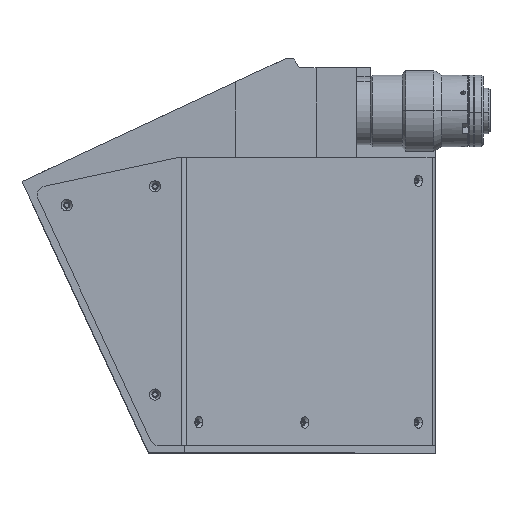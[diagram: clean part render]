
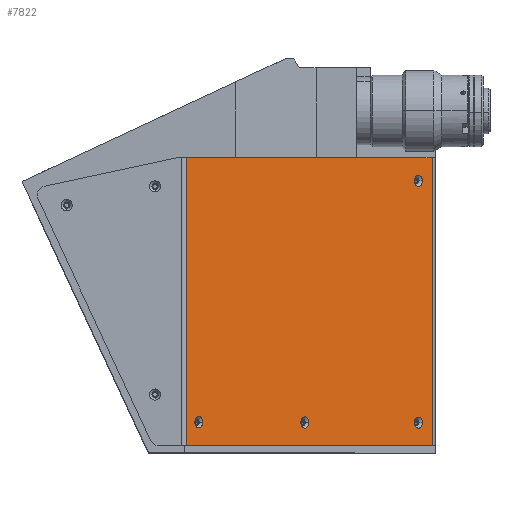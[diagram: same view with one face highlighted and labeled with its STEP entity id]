
A CAD part, top view. The second image highlights one B-rep face of the part: STEP entity #7822.
In plain terms, the highlighted planar face has unit normal (0.707, 0, 0.707).
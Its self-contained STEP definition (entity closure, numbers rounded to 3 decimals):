
#440 = CARTESIAN_POINT ( 'NONE',  ( 92.947, -78., 46.738 ) ) ;
#493 = DIRECTION ( 'NONE',  ( 0.707, 0., -0.707 ) ) ;
#583 = ORIENTED_EDGE ( 'NONE', *, *, #15747, .F. ) ;
#708 = VERTEX_POINT ( 'NONE', #6853 ) ;
#816 = CARTESIAN_POINT ( 'NONE',  ( 92.947, 57., 46.738 ) ) ;
#966 = VECTOR ( 'NONE', #7828, 1000. ) ;
#1067 = DIRECTION ( 'NONE',  ( 0.707, 0., -0.707 ) ) ;
#1068 = VERTEX_POINT ( 'NONE', #7103 ) ;
#1240 = AXIS2_PLACEMENT_3D ( 'NONE', #9750, #1613, #11141 ) ;
#1263 = CIRCLE ( 'NONE', #16772, 3.15 ) ;
#1613 = DIRECTION ( 'NONE',  ( 0.707, 0., 0.707 ) ) ;
#1754 = EDGE_CURVE ( 'NONE', #12773, #10566, #7801, .T. ) ;
#1956 = ORIENTED_EDGE ( 'NONE', *, *, #1754, .F. ) ;
#1978 = CARTESIAN_POINT ( 'NONE',  ( -38.544, -91., 178.228 ) ) ;
#2235 = DIRECTION ( 'NONE',  ( 0.707, 0., -0.707 ) ) ;
#2284 = VERTEX_POINT ( 'NONE', #440 ) ;
#2576 = AXIS2_PLACEMENT_3D ( 'NONE', #6109, #15591, #7465 ) ;
#2601 = CARTESIAN_POINT ( 'NONE',  ( -39.716, 346.506, 179.4 ) ) ;
#2751 = ORIENTED_EDGE ( 'NONE', *, *, #17136, .F. ) ;
#2838 = CIRCLE ( 'NONE', #13306, 3.15 ) ;
#2856 = VECTOR ( 'NONE', #3961, 1000. ) ;
#2954 = EDGE_CURVE ( 'NONE', #10510, #1068, #8916, .T. ) ;
#3515 = FACE_BOUND ( 'NONE', #4956, .T. ) ;
#3839 = CARTESIAN_POINT ( 'NONE',  ( -39.716, 70., 179.4 ) ) ;
#3955 = FACE_OUTER_BOUND ( 'NONE', #10640, .T. ) ;
#3961 = DIRECTION ( 'NONE',  ( 0.707, 0., -0.707 ) ) ;
#4003 = DIRECTION ( 'NONE',  ( -0.707, 0., 0.707 ) ) ;
#4063 = AXIS2_PLACEMENT_3D ( 'NONE', #15928, #7825, #17295 ) ;
#4356 = ORIENTED_EDGE ( 'NONE', *, *, #13958, .F. ) ;
#4381 = FACE_BOUND ( 'NONE', #5720, .T. ) ;
#4444 = CIRCLE ( 'NONE', #4063, 3.15 ) ;
#4956 = EDGE_LOOP ( 'NONE', ( #4356, #583 ) ) ;
#5179 = CARTESIAN_POINT ( 'NONE',  ( -34.077, -78., 173.761 ) ) ;
#5299 = PLANE ( 'NONE',  #6934 ) ;
#5448 = EDGE_CURVE ( 'NONE', #10831, #2284, #16457, .T. ) ;
#5629 = EDGE_LOOP ( 'NONE', ( #12670, #14923 ) ) ;
#5667 = CARTESIAN_POINT ( 'NONE',  ( 27.314, -78., 112.371 ) ) ;
#5720 = EDGE_LOOP ( 'NONE', ( #9791, #1956 ) ) ;
#5859 = CARTESIAN_POINT ( 'NONE',  ( 98.828, 70., 40.856 ) ) ;
#6068 = DIRECTION ( 'NONE',  ( 0.707, 0., 0.707 ) ) ;
#6109 = CARTESIAN_POINT ( 'NONE',  ( 90.719, -78., 48.965 ) ) ;
#6116 = VECTOR ( 'NONE', #2235, 1000. ) ;
#6290 = CARTESIAN_POINT ( 'NONE',  ( -39.716, -91., 179.4 ) ) ;
#6467 = LINE ( 'NONE', #3839, #2856 ) ;
#6849 = VERTEX_POINT ( 'NONE', #816 ) ;
#6853 = CARTESIAN_POINT ( 'NONE',  ( 98.828, -91., 40.856 ) ) ;
#6934 = AXIS2_PLACEMENT_3D ( 'NONE', #2601, #12095, #4003 ) ;
#7013 = DIRECTION ( 'NONE',  ( 0.707, 0., -0.707 ) ) ;
#7101 = FACE_BOUND ( 'NONE', #5629, .T. ) ;
#7103 = CARTESIAN_POINT ( 'NONE',  ( -29.622, -78., 169.306 ) ) ;
#7131 = EDGE_CURVE ( 'NONE', #2284, #10831, #13381, .T. ) ;
#7465 = DIRECTION ( 'NONE',  ( 0.707, 0., -0.707 ) ) ;
#7604 = DIRECTION ( 'NONE',  ( 0.707, 0., 0.707 ) ) ;
#7801 = CIRCLE ( 'NONE', #11766, 3.15 ) ;
#7822 = ADVANCED_FACE ( 'NONE', ( #4381, #10723, #7101, #3515, #3955 ), #5299, .F. ) ;
#7825 = DIRECTION ( 'NONE',  ( 0.707, 0., 0.707 ) ) ;
#7828 = DIRECTION ( 'NONE',  ( 0., 1., 0. ) ) ;
#8037 = CARTESIAN_POINT ( 'NONE',  ( 29.541, -78., 110.143 ) ) ;
#8177 = LINE ( 'NONE', #15930, #966 ) ;
#8597 = DIRECTION ( 'NONE',  ( 0.707, 0., 0.707 ) ) ;
#8761 = EDGE_CURVE ( 'NONE', #10566, #12773, #15329, .T. ) ;
#8782 = ORIENTED_EDGE ( 'NONE', *, *, #15673, .T. ) ;
#8916 = CIRCLE ( 'NONE', #1240, 3.15 ) ;
#9181 = DIRECTION ( 'NONE',  ( 0.707, 0., 0.707 ) ) ;
#9734 = VERTEX_POINT ( 'NONE', #17285 ) ;
#9750 = CARTESIAN_POINT ( 'NONE',  ( -31.849, -78., 171.534 ) ) ;
#9763 = CARTESIAN_POINT ( 'NONE',  ( 25.086, -78., 114.598 ) ) ;
#9791 = ORIENTED_EDGE ( 'NONE', *, *, #8761, .F. ) ;
#10015 = ORIENTED_EDGE ( 'NONE', *, *, #13628, .F. ) ;
#10114 = AXIS2_PLACEMENT_3D ( 'NONE', #15714, #7604, #17065 ) ;
#10141 = LINE ( 'NONE', #6290, #6116 ) ;
#10510 = VERTEX_POINT ( 'NONE', #5179 ) ;
#10566 = VERTEX_POINT ( 'NONE', #8037 ) ;
#10640 = EDGE_LOOP ( 'NONE', ( #8782, #11241, #10015, #14655 ) ) ;
#10723 = FACE_BOUND ( 'NONE', #11016, .T. ) ;
#10767 = VERTEX_POINT ( 'NONE', #1978 ) ;
#10811 = EDGE_CURVE ( 'NONE', #13026, #10767, #12259, .T. ) ;
#10831 = VERTEX_POINT ( 'NONE', #14401 ) ;
#11016 = EDGE_LOOP ( 'NONE', ( #2751, #11293 ) ) ;
#11141 = DIRECTION ( 'NONE',  ( 0.707, 0., -0.707 ) ) ;
#11241 = ORIENTED_EDGE ( 'NONE', *, *, #16219, .T. ) ;
#11293 = ORIENTED_EDGE ( 'NONE', *, *, #2954, .F. ) ;
#11624 = CARTESIAN_POINT ( 'NONE',  ( -38.544, 346.506, 178.228 ) ) ;
#11766 = AXIS2_PLACEMENT_3D ( 'NONE', #14198, #6068, #15552 ) ;
#11805 = CARTESIAN_POINT ( 'NONE',  ( -38.544, 70., 178.228 ) ) ;
#12095 = DIRECTION ( 'NONE',  ( -0.707, 0., -0.707 ) ) ;
#12259 = LINE ( 'NONE', #11624, #15862 ) ;
#12670 = ORIENTED_EDGE ( 'NONE', *, *, #7131, .F. ) ;
#12773 = VERTEX_POINT ( 'NONE', #9763 ) ;
#12840 = VERTEX_POINT ( 'NONE', #5859 ) ;
#13026 = VERTEX_POINT ( 'NONE', #11805 ) ;
#13306 = AXIS2_PLACEMENT_3D ( 'NONE', #17300, #9181, #1067 ) ;
#13381 = CIRCLE ( 'NONE', #10114, 3.15 ) ;
#13628 = EDGE_CURVE ( 'NONE', #13026, #12840, #6467, .T. ) ;
#13958 = EDGE_CURVE ( 'NONE', #6849, #9734, #2838, .T. ) ;
#14198 = CARTESIAN_POINT ( 'NONE',  ( 27.314, -78., 112.371 ) ) ;
#14401 = CARTESIAN_POINT ( 'NONE',  ( 88.492, -78., 51.192 ) ) ;
#14655 = ORIENTED_EDGE ( 'NONE', *, *, #10811, .T. ) ;
#14923 = ORIENTED_EDGE ( 'NONE', *, *, #5448, .F. ) ;
#15160 = DIRECTION ( 'NONE',  ( 0.707, 0., 0.707 ) ) ;
#15329 = CIRCLE ( 'NONE', #15809, 3.15 ) ;
#15552 = DIRECTION ( 'NONE',  ( 0.707, 0., -0.707 ) ) ;
#15591 = DIRECTION ( 'NONE',  ( 0.707, 0., 0.707 ) ) ;
#15633 = DIRECTION ( 'NONE',  ( 0., -1., 0. ) ) ;
#15673 = EDGE_CURVE ( 'NONE', #10767, #708, #10141, .T. ) ;
#15714 = CARTESIAN_POINT ( 'NONE',  ( 90.719, -78., 48.965 ) ) ;
#15747 = EDGE_CURVE ( 'NONE', #9734, #6849, #4444, .T. ) ;
#15809 = AXIS2_PLACEMENT_3D ( 'NONE', #5667, #15160, #7013 ) ;
#15862 = VECTOR ( 'NONE', #15633, 1000. ) ;
#15928 = CARTESIAN_POINT ( 'NONE',  ( 90.719, 57., 48.965 ) ) ;
#15930 = CARTESIAN_POINT ( 'NONE',  ( 98.828, 346.506, 40.856 ) ) ;
#16219 = EDGE_CURVE ( 'NONE', #708, #12840, #8177, .T. ) ;
#16457 = CIRCLE ( 'NONE', #2576, 3.15 ) ;
#16734 = CARTESIAN_POINT ( 'NONE',  ( -31.849, -78., 171.534 ) ) ;
#16772 = AXIS2_PLACEMENT_3D ( 'NONE', #16734, #8597, #493 ) ;
#17065 = DIRECTION ( 'NONE',  ( 0.707, 0., -0.707 ) ) ;
#17136 = EDGE_CURVE ( 'NONE', #1068, #10510, #1263, .T. ) ;
#17285 = CARTESIAN_POINT ( 'NONE',  ( 88.492, 57., 51.192 ) ) ;
#17295 = DIRECTION ( 'NONE',  ( 0.707, 0., -0.707 ) ) ;
#17300 = CARTESIAN_POINT ( 'NONE',  ( 90.719, 57., 48.965 ) ) ;
